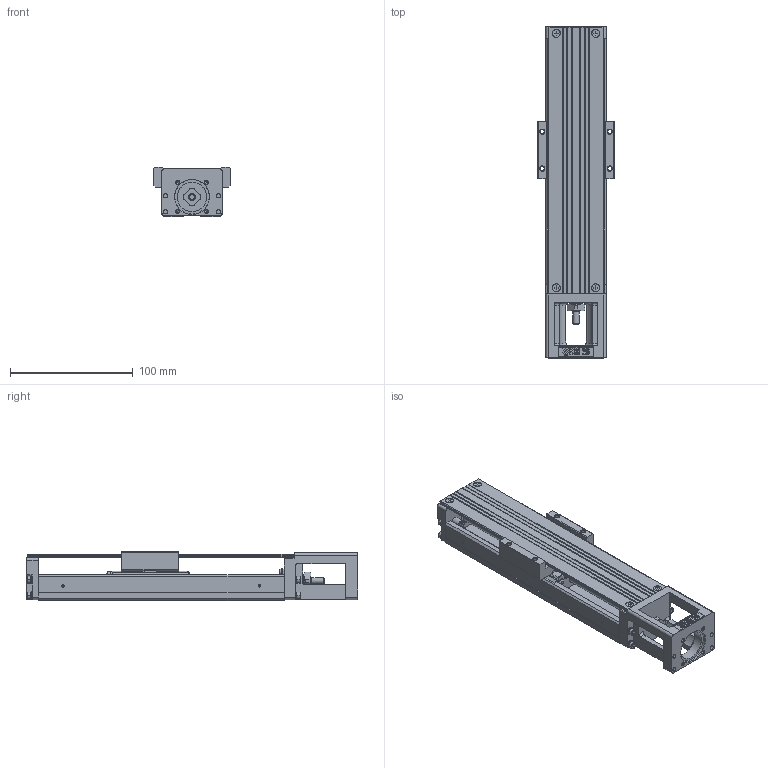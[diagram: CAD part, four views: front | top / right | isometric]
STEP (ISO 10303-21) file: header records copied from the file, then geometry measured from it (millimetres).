
FILE_DESCRIPTION(/* description */ (''),/* implementation_level */ '2;1');
FILE_NAME(/* name */ 'KM26A+200N0_1020_stp.stp',/* time_stamp */ '2010-02-05T17:04:03+08:00',/* author */ (''),/* organization */ (''),/* preprocessor_version */ 'ST-DEVELOPER v11',/* originating_system */ 'UGS - NX 5.0',/* authorisation */ '');
FILE_SCHEMA (('CONFIG_CONTROL_DESIGN'));
Length unit declared in the file: millimetre
Products named in the file (1): shin229Dd0hw
Bounding box: 62 x 270 x 40 mm (x, y, z)
Volume: 249489.3 mm3; surface area: 105183.9 mm2
Topology: 3 solids, 9 shells, 1263 faces, 3329 edges, 2176 vertices
Faces by surface type: plane 849, cylinder 251, cone 99, extrusion 26, torus 20, bspline 9, sphere 9
Full cylindrical faces by diameter (mm): 1.6 x4, 2.5 x11, 3 x3, 3.3 x8, 3.5 x12, 4 x5, 4.5 x6, 4.7 x4, 5 x3, 5.3 x8, 6 x13, 7 x4, 8 x11, 9 x3, 10 x2, 11 x2, 24 x1, 28 x1
Entity records: 38791 total; most frequent: CARTESIAN_POINT 8178, ORIENTED_EDGE 6194, DIRECTION 6080, EDGE_CURVE 3097, VECTOR 2302, LINE 2276, VERTEX_POINT 2110, AXIS2_PLACEMENT_3D 1889
